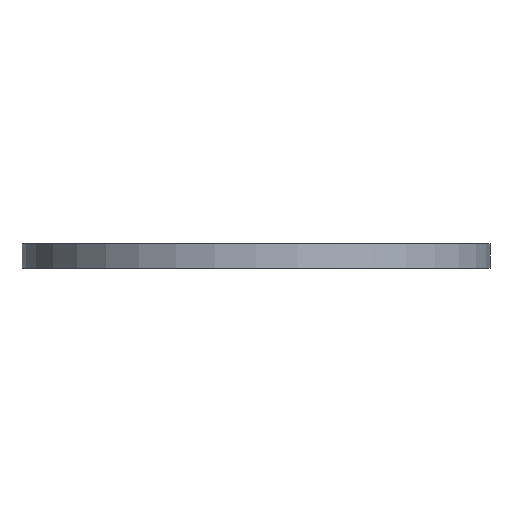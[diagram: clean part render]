
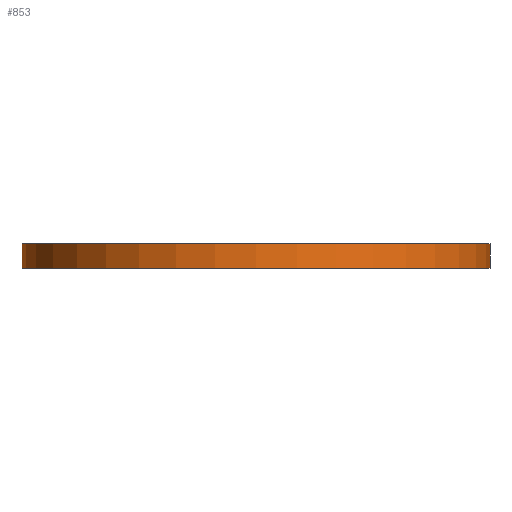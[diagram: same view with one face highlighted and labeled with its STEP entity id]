
A CAD part, front view. The second image highlights one B-rep face of the part: STEP entity #853.
In plain terms, the highlighted cylindrical face has radius 66 mm (diameter 132 mm), a partial arc.
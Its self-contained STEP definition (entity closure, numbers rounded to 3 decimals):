
#34 = DIRECTION ( 'NONE',  ( 0., 0., 1. ) ) ;
#36 = FACE_OUTER_BOUND ( 'NONE', #514, .T. ) ;
#54 = CARTESIAN_POINT ( 'NONE',  ( 66., 0., 0. ) ) ;
#143 = VERTEX_POINT ( 'NONE', #54 ) ;
#148 = ORIENTED_EDGE ( 'NONE', *, *, #451, .F. ) ;
#150 = CARTESIAN_POINT ( 'NONE',  ( -66., 0., 0. ) ) ;
#166 = CARTESIAN_POINT ( 'NONE',  ( 66., 0., 0. ) ) ;
#169 = CARTESIAN_POINT ( 'NONE',  ( 0., 0., 0. ) ) ;
#171 = ORIENTED_EDGE ( 'NONE', *, *, #312, .T. ) ;
#173 = EDGE_CURVE ( 'NONE', #572, #143, #479, .T. ) ;
#212 = DIRECTION ( 'NONE',  ( 0., 0., 1. ) ) ;
#227 = AXIS2_PLACEMENT_3D ( 'NONE', #169, #648, #240 ) ;
#235 = CARTESIAN_POINT ( 'NONE',  ( -66., 0., 0. ) ) ;
#240 = DIRECTION ( 'NONE',  ( 1., 0., 0. ) ) ;
#244 = CARTESIAN_POINT ( 'NONE',  ( 0., 0., 0. ) ) ;
#278 = ORIENTED_EDGE ( 'NONE', *, *, #173, .T. ) ;
#286 = AXIS2_PLACEMENT_3D ( 'NONE', #244, #789, #877 ) ;
#307 = LINE ( 'NONE', #235, #444 ) ;
#312 = EDGE_CURVE ( 'NONE', #847, #572, #518, .T. ) ;
#319 = CARTESIAN_POINT ( 'NONE',  ( -66., 0., -7. ) ) ;
#385 = CYLINDRICAL_SURFACE ( 'NONE', #286, 66. ) ;
#411 = VERTEX_POINT ( 'NONE', #150 ) ;
#417 = CARTESIAN_POINT ( 'NONE',  ( 66., 0., -7. ) ) ;
#444 = VECTOR ( 'NONE', #34, 1000. ) ;
#451 = EDGE_CURVE ( 'NONE', #411, #143, #500, .T. ) ;
#479 = LINE ( 'NONE', #166, #505 ) ;
#500 = CIRCLE ( 'NONE', #227, 66. ) ;
#505 = VECTOR ( 'NONE', #846, 1000. ) ;
#514 = EDGE_LOOP ( 'NONE', ( #609, #171, #278, #148 ) ) ;
#518 = CIRCLE ( 'NONE', #520, 66. ) ;
#520 = AXIS2_PLACEMENT_3D ( 'NONE', #616, #212, #692 ) ;
#572 = VERTEX_POINT ( 'NONE', #417 ) ;
#609 = ORIENTED_EDGE ( 'NONE', *, *, #779, .F. ) ;
#616 = CARTESIAN_POINT ( 'NONE',  ( 0., 0., -7. ) ) ;
#648 = DIRECTION ( 'NONE',  ( 0., 0., 1. ) ) ;
#692 = DIRECTION ( 'NONE',  ( 1., 0., 0. ) ) ;
#779 = EDGE_CURVE ( 'NONE', #847, #411, #307, .T. ) ;
#789 = DIRECTION ( 'NONE',  ( 0., 0., 1. ) ) ;
#846 = DIRECTION ( 'NONE',  ( 0., 0., 1. ) ) ;
#847 = VERTEX_POINT ( 'NONE', #319 ) ;
#853 = ADVANCED_FACE ( 'NONE', ( #36 ), #385, .T. ) ;
#877 = DIRECTION ( 'NONE',  ( 1., 0., 0. ) ) ;
